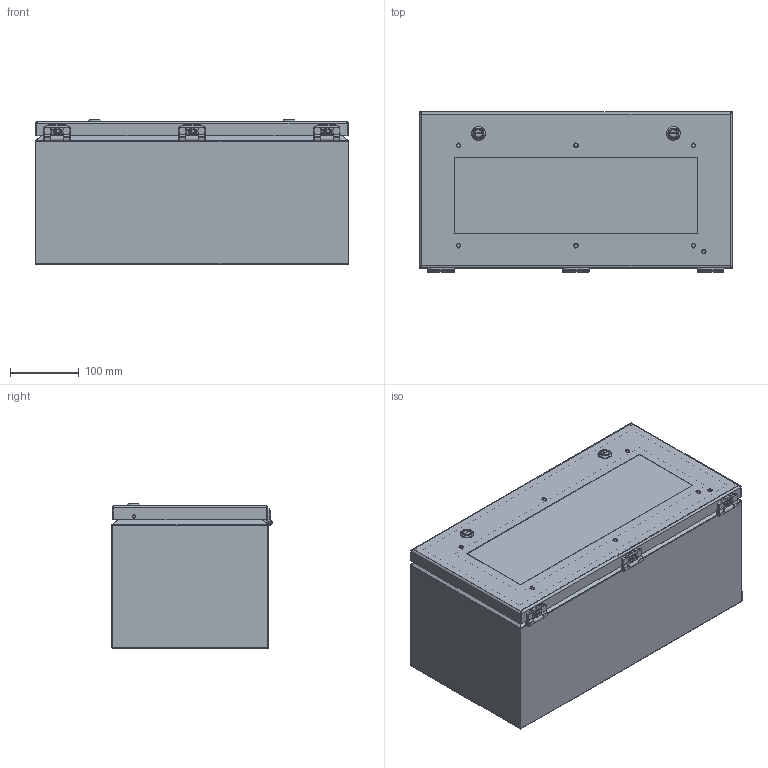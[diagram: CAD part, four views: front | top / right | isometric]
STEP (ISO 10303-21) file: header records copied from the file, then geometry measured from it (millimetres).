
FILE_DESCRIPTION (( 'STEP AP214' ), '1' );
FILE_NAME ('SCE-L9188ELJWSS.STEP', '2022-04-30T17:54:57', ( '' ), ( '' ), 'SwSTEP 2.0', 'SolidWorks 2022', '' );
FILE_SCHEMA (( 'AUTOMOTIVE_DESIGN' ));
Length unit declared in the file: inch
Products named in the file (1): SCE-L9188ELJWSS
Bounding box: 457.3 x 234.18 x 210.72 mm (x, y, z)
Volume: 1261564.1 mm3; surface area: 1308128.8 mm2
Topology: 64 solids, 64 shells, 2369 faces, 5795 edges, 3415 vertices
Faces by surface type: plane 1177, cylinder 614, bspline 498, cone 69, torus 11
Full cylindrical faces by diameter (mm): 3.505 x12, 3.81 x3, 3.962 x9, 4.013 x9, 4.166 x3, 4.42 x3, 4.763 x2, 4.775 x8, 4.826 x8, 4.902 x1, 5.08 x2, 5.385 x6, 5.41 x6, 5.537 x2, 6.058 x2, 6.35 x6, 6.463 x2, 6.502 x2, 6.604 x3, 6.655 x6, 6.756 x3, 6.824 x2, 7.112 x6, 7.167 x2, 7.216 x6, 7.874 x2, 8.28 x2, 8.89 x2, 9.474 x6, 10.922 x2
Entity records: 81909 total; most frequent: CARTESIAN_POINT 31618, ORIENTED_EDGE 10552, DIRECTION 9055, EDGE_CURVE 5276, VERTEX_POINT 3347, AXIS2_PLACEMENT_3D 3158, EDGE_LOOP 2795, LINE 2739
